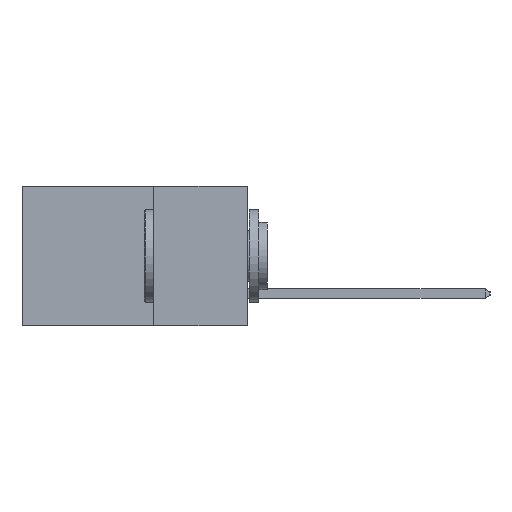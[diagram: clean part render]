
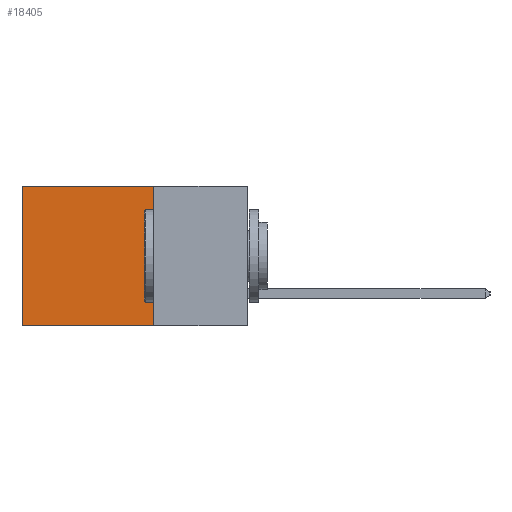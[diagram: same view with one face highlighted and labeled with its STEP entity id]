
A CAD part, left-side view. The second image highlights one B-rep face of the part: STEP entity #18405.
In plain terms, the highlighted planar face has unit normal (-1, 0, 0).
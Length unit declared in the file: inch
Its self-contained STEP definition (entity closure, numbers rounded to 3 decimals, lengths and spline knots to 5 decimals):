
#424 = VECTOR ( 'NONE', #20580, 39.37008 ) ;
#3207 = CARTESIAN_POINT ( 'NONE',  ( 0.2615, 0.6, -0.37 ) ) ;
#3587 = LINE ( 'NONE', #19600, #23416 ) ;
#3863 = CARTESIAN_POINT ( 'NONE',  ( 0.2615, 0.25, -0.37 ) ) ;
#5013 = EDGE_CURVE ( 'NONE', #9305, #22494, #3587, .T. ) ;
#5453 = ORIENTED_EDGE ( 'NONE', *, *, #18802, .T. ) ;
#5627 = LINE ( 'NONE', #3207, #424 ) ;
#7977 = PLANE ( 'NONE',  #9364 ) ;
#7996 = CARTESIAN_POINT ( 'NONE',  ( 0.2615, 0.25, -0.37 ) ) ;
#9104 = CARTESIAN_POINT ( 'NONE',  ( 0.2615, 0.25, 0. ) ) ;
#9305 = VERTEX_POINT ( 'NONE', #9104 ) ;
#9364 = AXIS2_PLACEMENT_3D ( 'NONE', #21418, #9947, #23297 ) ;
#9947 = DIRECTION ( 'NONE',  ( 1., 0., 0. ) ) ;
#10253 = ORIENTED_EDGE ( 'NONE', *, *, #5013, .F. ) ;
#10445 = CARTESIAN_POINT ( 'NONE',  ( 0.2615, 0.6, -0.37 ) ) ;
#10844 = FACE_OUTER_BOUND ( 'NONE', #24530, .T. ) ;
#12840 = CARTESIAN_POINT ( 'NONE',  ( 0.2615, 0.25, 0. ) ) ;
#12951 = DIRECTION ( 'NONE',  ( 0., 1., 0. ) ) ;
#12972 = EDGE_CURVE ( 'NONE', #9305, #23062, #16074, .T. ) ;
#15458 = VECTOR ( 'NONE', #12951, 39.37008 ) ;
#15512 = EDGE_CURVE ( 'NONE', #22494, #16966, #17249, .T. ) ;
#16074 = LINE ( 'NONE', #12840, #15458 ) ;
#16966 = VERTEX_POINT ( 'NONE', #10445 ) ;
#17249 = LINE ( 'NONE', #3863, #21128 ) ;
#17537 = ORIENTED_EDGE ( 'NONE', *, *, #15512, .F. ) ;
#18405 = ADVANCED_FACE ( 'NONE', ( #10844 ), #7977, .F. ) ;
#18802 = EDGE_CURVE ( 'NONE', #23062, #16966, #5627, .T. ) ;
#19498 = CARTESIAN_POINT ( 'NONE',  ( 0.2615, 0.6, 0. ) ) ;
#19566 = DIRECTION ( 'NONE',  ( 0., 0., -1. ) ) ;
#19600 = CARTESIAN_POINT ( 'NONE',  ( 0.2615, 0.25, -0.37 ) ) ;
#20580 = DIRECTION ( 'NONE',  ( 0., 0., -1. ) ) ;
#20902 = ORIENTED_EDGE ( 'NONE', *, *, #12972, .T. ) ;
#21128 = VECTOR ( 'NONE', #23103, 39.37008 ) ;
#21418 = CARTESIAN_POINT ( 'NONE',  ( 0.2615, 0.25, -0.37 ) ) ;
#22494 = VERTEX_POINT ( 'NONE', #7996 ) ;
#23062 = VERTEX_POINT ( 'NONE', #19498 ) ;
#23103 = DIRECTION ( 'NONE',  ( 0., 1., 0. ) ) ;
#23297 = DIRECTION ( 'NONE',  ( 0., 0., -1. ) ) ;
#23416 = VECTOR ( 'NONE', #19566, 39.37008 ) ;
#24530 = EDGE_LOOP ( 'NONE', ( #5453, #17537, #10253, #20902 ) ) ;
